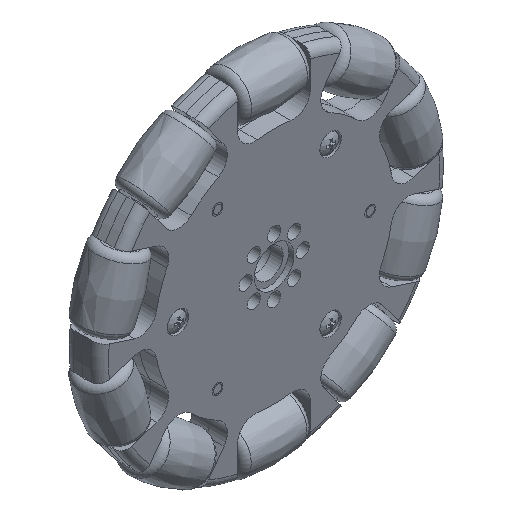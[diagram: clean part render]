
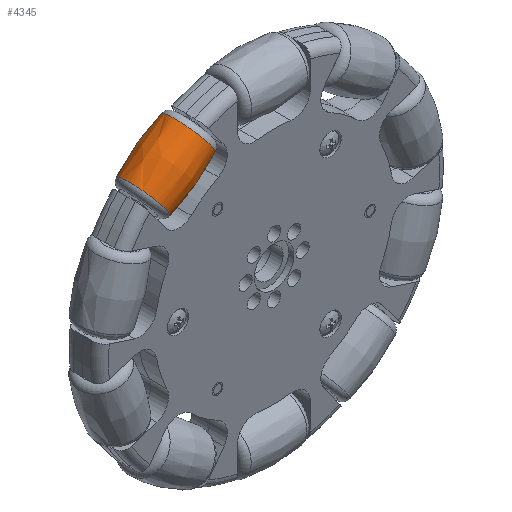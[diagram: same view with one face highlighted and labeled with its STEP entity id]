
A CAD part, isometric view. The second image highlights one B-rep face of the part: STEP entity #4345.
In plain terms, the highlighted free-form (B-spline) face has degree [2, 2] with [3, 9] control points.
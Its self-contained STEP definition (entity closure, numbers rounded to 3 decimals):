
#117=(
BOUNDED_CURVE()
B_SPLINE_CURVE(2,(#7418,#7419,#7420),.UNSPECIFIED.,.F.,.F.)
B_SPLINE_CURVE_WITH_KNOTS((3,3),(-0.16,0.16),
 .UNSPECIFIED.)
CURVE()
GEOMETRIC_REPRESENTATION_ITEM()
RATIONAL_B_SPLINE_CURVE((1.,0.987,1.))
REPRESENTATION_ITEM('')
);
#119=(
BOUNDED_SURFACE()
B_SPLINE_SURFACE(2,2,((#7387,#7388,#7389,#7390,#7391,#7392,#7393,#7394,
#7395),(#7396,#7397,#7398,#7399,#7400,#7401,#7402,#7403,#7404),(#7405,#7406,
#7407,#7408,#7409,#7410,#7411,#7412,#7413)),.UNSPECIFIED.,.F.,.T.,.F.)
B_SPLINE_SURFACE_WITH_KNOTS((3,3),(3,2,2,2,3),(-0.16,0.16),
(-3.142,-1.571,0.,1.571,3.142),
 .UNSPECIFIED.)
GEOMETRIC_REPRESENTATION_ITEM()
RATIONAL_B_SPLINE_SURFACE(((1.,0.707,1.,0.707,1.,
0.707,1.,0.707,1.),(0.987,0.698,
0.987,0.698,0.987,0.698,
0.987,0.698,0.987),(1.,0.707,
1.,0.707,1.,0.707,1.,0.707,1.)))
REPRESENTATION_ITEM('')
SURFACE()
);
#555=FACE_OUTER_BOUND('',#852,.T.);
#852=EDGE_LOOP('',(#3878,#3879,#3880,#3881,#3882,#3883));
#1043=CIRCLE('',#4739,6.602);
#1044=CIRCLE('',#4740,6.602);
#1045=CIRCLE('',#4741,6.602);
#1046=CIRCLE('',#4742,6.602);
#2210=VERTEX_POINT('',#7414);
#2211=VERTEX_POINT('',#7415);
#2212=VERTEX_POINT('',#7417);
#2213=VERTEX_POINT('',#7421);
#2776=EDGE_CURVE('',#2210,#2211,#1043,.T.);
#2777=EDGE_CURVE('',#2211,#2212,#117,.T.);
#2778=EDGE_CURVE('',#2213,#2212,#1044,.T.);
#2779=EDGE_CURVE('',#2212,#2213,#1045,.T.);
#2780=EDGE_CURVE('',#2211,#2210,#1046,.T.);
#3878=ORIENTED_EDGE('',*,*,#2776,.T.);
#3879=ORIENTED_EDGE('',*,*,#2777,.T.);
#3880=ORIENTED_EDGE('',*,*,#2778,.F.);
#3881=ORIENTED_EDGE('',*,*,#2779,.F.);
#3882=ORIENTED_EDGE('',*,*,#2777,.F.);
#3883=ORIENTED_EDGE('',*,*,#2780,.T.);
#4345=ADVANCED_FACE('',(#555),#119,.F.);
#4739=AXIS2_PLACEMENT_3D('',#7416,#5883,#5884);
#4740=AXIS2_PLACEMENT_3D('',#7422,#5885,#5886);
#4741=AXIS2_PLACEMENT_3D('',#7423,#5887,#5888);
#4742=AXIS2_PLACEMENT_3D('',#7424,#5889,#5890);
#5883=DIRECTION('center_axis',(-1.,0.,0.));
#5884=DIRECTION('ref_axis',(0.,1.,0.));
#5885=DIRECTION('center_axis',(-1.,0.,0.));
#5886=DIRECTION('ref_axis',(0.,1.,0.));
#5887=DIRECTION('center_axis',(-1.,0.,0.));
#5888=DIRECTION('ref_axis',(0.,1.,0.));
#5889=DIRECTION('center_axis',(-1.,0.,0.));
#5890=DIRECTION('ref_axis',(0.,1.,0.));
#7387=CARTESIAN_POINT('Ctrl Pts',(7.819,0.,
-6.602));
#7388=CARTESIAN_POINT('Ctrl Pts',(7.819,-6.602,-6.602));
#7389=CARTESIAN_POINT('Ctrl Pts',(7.819,-6.602,0.));
#7390=CARTESIAN_POINT('Ctrl Pts',(7.819,-6.602,6.602));
#7391=CARTESIAN_POINT('Ctrl Pts',(7.819,0.,
6.602));
#7392=CARTESIAN_POINT('Ctrl Pts',(7.819,6.602,6.602));
#7393=CARTESIAN_POINT('Ctrl Pts',(7.819,6.602,0.));
#7394=CARTESIAN_POINT('Ctrl Pts',(7.819,6.602,-6.602));
#7395=CARTESIAN_POINT('Ctrl Pts',(7.819,0.,
-6.602));
#7396=CARTESIAN_POINT('Ctrl Pts',(0.,0.,
-7.866));
#7397=CARTESIAN_POINT('Ctrl Pts',(0.,-7.866,
-7.866));
#7398=CARTESIAN_POINT('Ctrl Pts',(0.,-7.866,
0.));
#7399=CARTESIAN_POINT('Ctrl Pts',(0.,-7.866,
7.866));
#7400=CARTESIAN_POINT('Ctrl Pts',(0.,0.,
7.866));
#7401=CARTESIAN_POINT('Ctrl Pts',(0.,7.866,
7.866));
#7402=CARTESIAN_POINT('Ctrl Pts',(0.,7.866,
0.));
#7403=CARTESIAN_POINT('Ctrl Pts',(0.,7.866,
-7.866));
#7404=CARTESIAN_POINT('Ctrl Pts',(0.,0.,
-7.866));
#7405=CARTESIAN_POINT('Ctrl Pts',(-7.819,0.,
-6.602));
#7406=CARTESIAN_POINT('Ctrl Pts',(-7.819,-6.602,-6.602));
#7407=CARTESIAN_POINT('Ctrl Pts',(-7.819,-6.602,0.));
#7408=CARTESIAN_POINT('Ctrl Pts',(-7.819,-6.602,6.602));
#7409=CARTESIAN_POINT('Ctrl Pts',(-7.819,0.,
6.602));
#7410=CARTESIAN_POINT('Ctrl Pts',(-7.819,6.602,6.602));
#7411=CARTESIAN_POINT('Ctrl Pts',(-7.819,6.602,0.));
#7412=CARTESIAN_POINT('Ctrl Pts',(-7.819,6.602,-6.602));
#7413=CARTESIAN_POINT('Ctrl Pts',(-7.819,0.,
-6.602));
#7414=CARTESIAN_POINT('',(7.819,-6.602,0.));
#7415=CARTESIAN_POINT('',(7.819,0.,-6.602));
#7416=CARTESIAN_POINT('Origin',(7.819,0.,0.));
#7417=CARTESIAN_POINT('',(-7.819,0.,-6.602));
#7418=CARTESIAN_POINT('Ctrl Pts',(7.819,0.,
-6.602));
#7419=CARTESIAN_POINT('Ctrl Pts',(0.,0.,
-7.866));
#7420=CARTESIAN_POINT('Ctrl Pts',(-7.819,0.,
-6.602));
#7421=CARTESIAN_POINT('',(-7.819,-6.602,0.));
#7422=CARTESIAN_POINT('Origin',(-7.819,0.,
0.));
#7423=CARTESIAN_POINT('Origin',(-7.819,0.,
0.));
#7424=CARTESIAN_POINT('Origin',(7.819,0.,0.));
